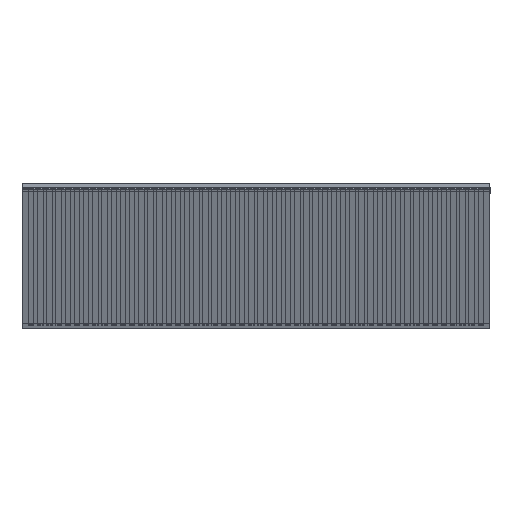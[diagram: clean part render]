
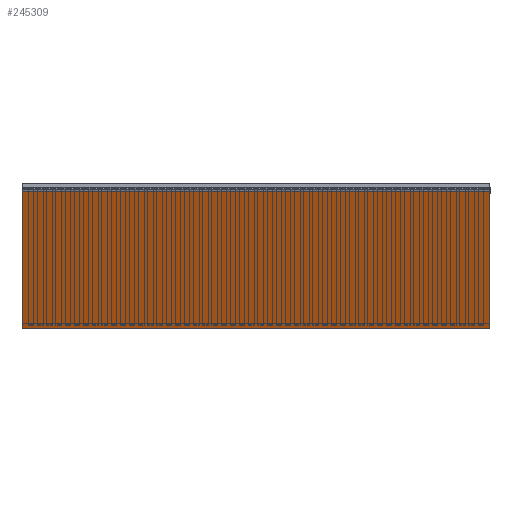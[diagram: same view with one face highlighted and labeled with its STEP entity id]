
A CAD part, left-side view. The second image highlights one B-rep face of the part: STEP entity #245309.
In plain terms, the highlighted planar face has unit normal (-0.916, 0, -0.401).
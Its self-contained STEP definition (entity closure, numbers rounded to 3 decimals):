
#3815=ORIENTED_EDGE('',*,*,#51293,.T.);
#3816=ORIENTED_EDGE('',*,*,#51668,.F.);
#3817=ORIENTED_EDGE('',*,*,#51656,.F.);
#3818=ORIENTED_EDGE('',*,*,#51669,.T.);
#51293=EDGE_CURVE('',#75304,#75303,#91742,.T.);
#51656=EDGE_CURVE('',#75611,#75612,#92105,.T.);
#51668=EDGE_CURVE('',#75612,#75303,#92117,.T.);
#51669=EDGE_CURVE('',#75611,#75304,#92118,.T.);
#75303=VERTEX_POINT('',#315251);
#75304=VERTEX_POINT('',#315253);
#75611=VERTEX_POINT('',#315924);
#75612=VERTEX_POINT('',#315926);
#91742=LINE('',#315252,#116053);
#92105=LINE('',#315925,#116416);
#92117=LINE('',#315947,#116428);
#92118=LINE('',#315949,#116429);
#116053=VECTOR('',#269276,1000.);
#116416=VECTOR('',#269643,1000.);
#116428=VECTOR('',#269667,1000.);
#116429=VECTOR('',#269670,1000.);
#139558=EDGE_LOOP('',(#3815,#3816,#3817,#3818));
#150133=FACE_BOUND('',#139558,.T.);
#160708=PLANE('',#257089);
#245309=ADVANCED_FACE('',(#150133),#160708,.F.);
#257089=AXIS2_PLACEMENT_3D('',#315948,#269668,#269669);
#269276=DIRECTION('',(-0.401,0.,0.916));
#269643=DIRECTION('',(-0.401,0.,0.916));
#269667=DIRECTION('',(0.,-1.,0.));
#269668=DIRECTION('',(0.916,0.,0.401));
#269669=DIRECTION('',(0.401,0.,-0.916));
#269670=DIRECTION('',(0.,-1.,0.));
#315251=CARTESIAN_POINT('',(35.04,0.,-0.167));
#315252=CARTESIAN_POINT('',(35.04,0.,-0.167));
#315253=CARTESIAN_POINT('',(38.32,0.,-7.66));
#315924=CARTESIAN_POINT('',(38.32,25.5,-7.66));
#315925=CARTESIAN_POINT('',(35.04,25.5,-0.167));
#315926=CARTESIAN_POINT('',(35.04,25.5,-0.167));
#315947=CARTESIAN_POINT('',(35.04,25.5,-0.167));
#315948=CARTESIAN_POINT('',(35.04,25.5,-0.167));
#315949=CARTESIAN_POINT('',(38.32,25.5,-7.66));
